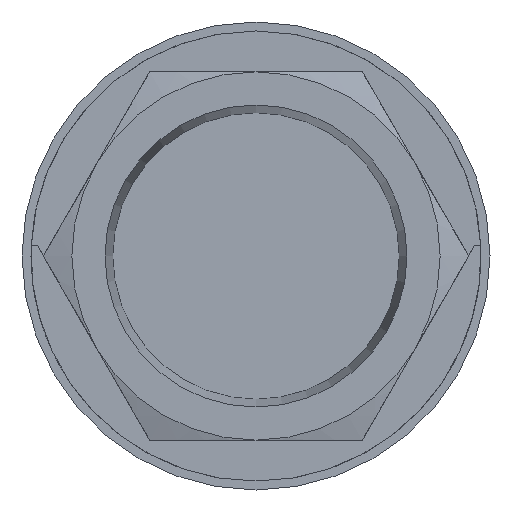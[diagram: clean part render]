
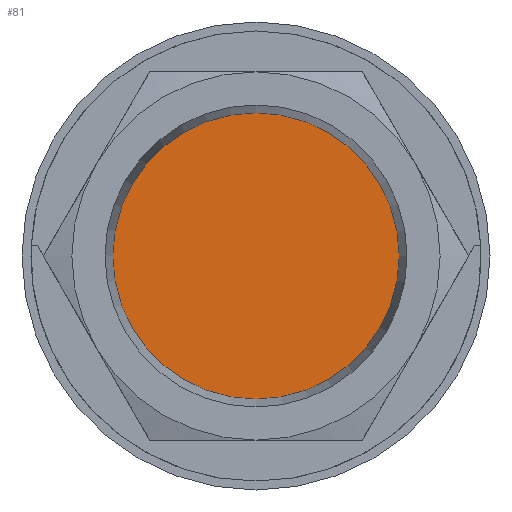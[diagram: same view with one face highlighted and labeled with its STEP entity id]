
A CAD part, left-side view. The second image highlights one B-rep face of the part: STEP entity #81.
In plain terms, the highlighted planar face has unit normal (-1, 0, 0).
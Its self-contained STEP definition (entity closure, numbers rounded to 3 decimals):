
#81 = ADVANCED_FACE( '', ( #178 ), #179, .F. );
#178 = FACE_OUTER_BOUND( '', #283, .T. );
#179 = PLANE( '', #284 );
#283 = EDGE_LOOP( '', ( #432 ) );
#284 = AXIS2_PLACEMENT_3D( '', #433, #434, #435 );
#432 = ORIENTED_EDGE( '', *, *, #573, .F. );
#433 = CARTESIAN_POINT( '', ( 2.167, 0., 0. ) );
#434 = DIRECTION( '', ( 1., 0., 0. ) );
#435 = DIRECTION( '', ( 0., 0., -1. ) );
#573 = EDGE_CURVE( '', #669, #669, #670, .T. );
#669 = VERTEX_POINT( '', #793 );
#670 = CIRCLE( '', #794, 7. );
#793 = CARTESIAN_POINT( '', ( 2.167, 0., -7. ) );
#794 = AXIS2_PLACEMENT_3D( '', #987, #988, #989 );
#987 = CARTESIAN_POINT( '', ( 2.167, 0., 0. ) );
#988 = DIRECTION( '', ( 1., 0., 0. ) );
#989 = DIRECTION( '', ( 0., 0., -1. ) );
